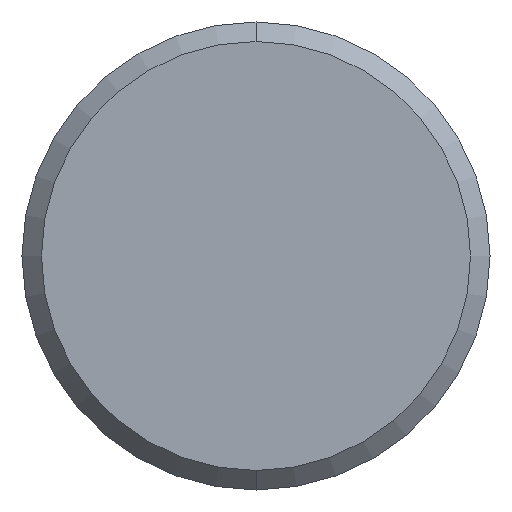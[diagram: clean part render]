
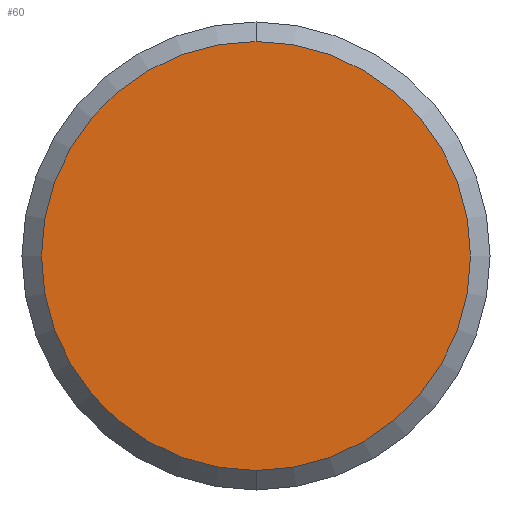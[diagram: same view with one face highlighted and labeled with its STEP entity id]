
A CAD part, front view. The second image highlights one B-rep face of the part: STEP entity #60.
In plain terms, the highlighted planar face has unit normal (0, -1, 0).
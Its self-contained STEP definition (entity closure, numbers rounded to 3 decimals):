
#4 = FACE_OUTER_BOUND ( 'NONE', #145, .T. ) ;
#14 = CARTESIAN_POINT ( 'NONE',  ( 0., 0., -5.5 ) ) ;
#40 = ORIENTED_EDGE ( 'NONE', *, *, #102, .T. ) ;
#48 = AXIS2_PLACEMENT_3D ( 'NONE', #123, #121, #250 ) ;
#55 = CIRCLE ( 'NONE', #82, 5.5 ) ;
#60 = ADVANCED_FACE ( 'NONE', ( #4 ), #226, .F. ) ;
#64 = AXIS2_PLACEMENT_3D ( 'NONE', #160, #98, #140 ) ;
#82 = AXIS2_PLACEMENT_3D ( 'NONE', #248, #101, #224 ) ;
#87 = EDGE_CURVE ( 'NONE', #260, #167, #205, .T. ) ;
#98 = DIRECTION ( 'NONE',  ( 0., -1., 0. ) ) ;
#101 = DIRECTION ( 'NONE',  ( 0., -1., 0. ) ) ;
#102 = EDGE_CURVE ( 'NONE', #167, #260, #55, .T. ) ;
#121 = DIRECTION ( 'NONE',  ( 0., 1., 0. ) ) ;
#123 = CARTESIAN_POINT ( 'NONE',  ( 0., 0., 0. ) ) ;
#140 = DIRECTION ( 'NONE',  ( 0., 0., 1. ) ) ;
#145 = EDGE_LOOP ( 'NONE', ( #149, #40 ) ) ;
#149 = ORIENTED_EDGE ( 'NONE', *, *, #87, .T. ) ;
#160 = CARTESIAN_POINT ( 'NONE',  ( 0., 0., 0. ) ) ;
#167 = VERTEX_POINT ( 'NONE', #14 ) ;
#205 = CIRCLE ( 'NONE', #64, 5.5 ) ;
#224 = DIRECTION ( 'NONE',  ( 0., 0., 1. ) ) ;
#226 = PLANE ( 'NONE',  #48 ) ;
#242 = CARTESIAN_POINT ( 'NONE',  ( 0., 0., 5.5 ) ) ;
#248 = CARTESIAN_POINT ( 'NONE',  ( 0., 0., 0. ) ) ;
#250 = DIRECTION ( 'NONE',  ( 0., 0., 1. ) ) ;
#260 = VERTEX_POINT ( 'NONE', #242 ) ;
